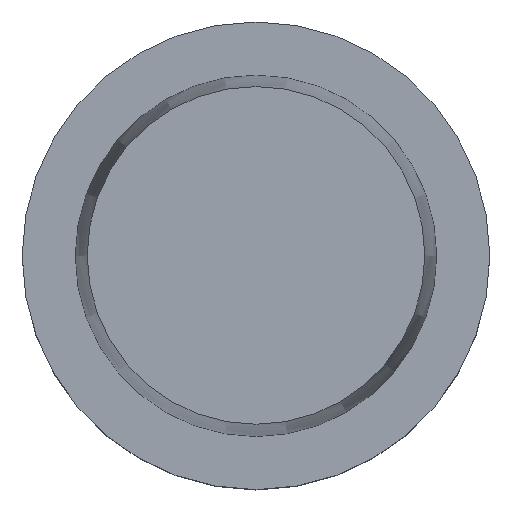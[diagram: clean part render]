
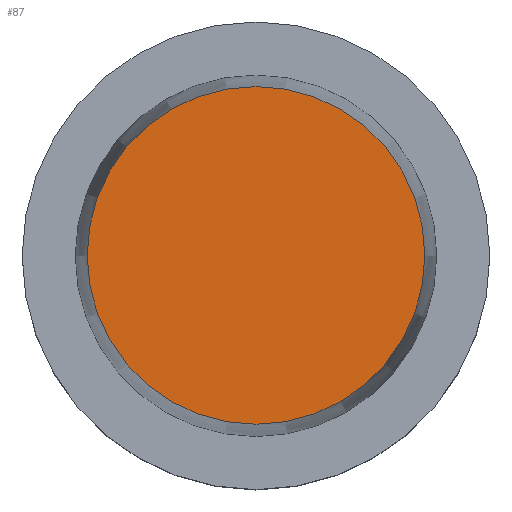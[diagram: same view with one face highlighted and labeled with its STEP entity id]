
A CAD part, top view. The second image highlights one B-rep face of the part: STEP entity #87.
In plain terms, the highlighted planar face has unit normal (0, 0, 1).
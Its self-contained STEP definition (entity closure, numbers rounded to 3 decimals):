
#87=ADVANCED_FACE('',(#115),#108,.T.);
#108=PLANE('',#297);
#115=FACE_OUTER_BOUND('',#117,.T.);
#117=EDGE_LOOP('',(#157));
#157=ORIENTED_EDGE('',*,*,#217,.T.);
#197=VERTEX_POINT('',#438);
#217=EDGE_CURVE('',#197,#197,#237,.T.);
#237=CIRCLE('',#296,22.722);
#296=AXIS2_PLACEMENT_3D('',#437,#347,#348);
#297=AXIS2_PLACEMENT_3D('',#439,#349,#350);
#347=DIRECTION('',(0.,0.,1.));
#348=DIRECTION('',(1.,0.,0.));
#349=DIRECTION('',(0.,0.,1.));
#350=DIRECTION('',(-1.,0.,0.));
#437=CARTESIAN_POINT('',(0.,0.,31.9));
#438=CARTESIAN_POINT('',(22.722,0.,31.9));
#439=CARTESIAN_POINT('',(17.025,0.,31.9));
